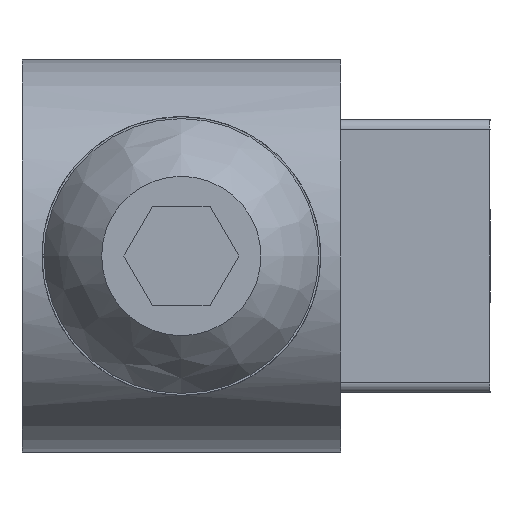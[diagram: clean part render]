
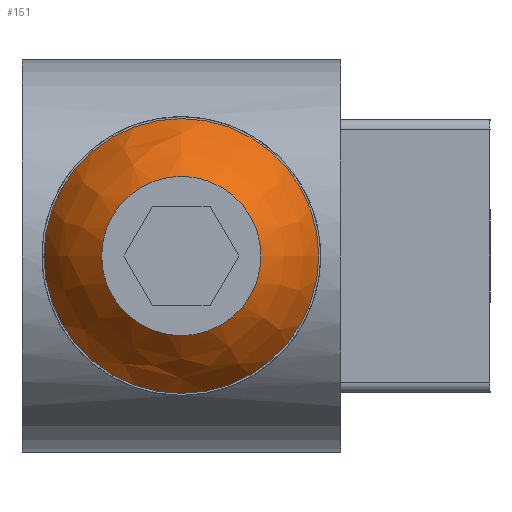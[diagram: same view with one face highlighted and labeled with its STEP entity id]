
A CAD part, left-side view. The second image highlights one B-rep face of the part: STEP entity #151.
In plain terms, the highlighted free-form (B-spline) face has degree [3, 3] with [4, 7] control points.
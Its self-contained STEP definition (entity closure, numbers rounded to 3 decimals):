
#151 = ADVANCED_FACE( '', ( #293, #294 ), #295, .T. );
#293 = FACE_OUTER_BOUND( '', #444, .T. );
#294 = FACE_OUTER_BOUND( '', #445, .T. );
#295 = ( BOUNDED_SURFACE(  )B_SPLINE_SURFACE( 3, 3, ( ( #448, #449, #450, #451, #452, #453, #454 ), ( #455, #456, #457, #458, #459, #460, #461 ), ( #462, #463, #464, #465, #466, #467, #468 ), ( #469, #470, #471, #472, #473, #474, #475 ) ), .UNSPECIFIED., .F., .T., .F. )B_SPLINE_SURFACE_WITH_KNOTS( ( 4, 4 ), ( 4, 3, 4 ), ( 0., 6.283 ), ( -0.893, -0.652, -0.411 ), .UNSPECIFIED. )GEOMETRIC_REPRESENTATION_ITEM(  )RATIONAL_B_SPLINE_SURFACE( ( ( 1., 0.333, 0.333, 1., 0.333, 0.333, 1. ), ( 0.981, 0.327, 0.327, 0.981, 0.327, 0.327, 0.981 ), ( 0.981, 0.327, 0.327, 0.981, 0.327, 0.327, 0.981 ), ( 1., 0.333, 0.333, 1., 0.333, 0.333, 1. ) ) )REPRESENTATION_ITEM( '' )SURFACE(  ) );
#444 = EDGE_LOOP( '', ( #679 ) );
#445 = EDGE_LOOP( '', ( #680 ) );
#448 = CARTESIAN_POINT( '', ( 0., 0.2, -6.9 ) );
#449 = CARTESIAN_POINT( '', ( 13.8, 0.2, -6.9 ) );
#450 = CARTESIAN_POINT( '', ( 13.8, 0.2, 6.9 ) );
#451 = CARTESIAN_POINT( '', ( 0., 0.2, 6.9 ) );
#452 = CARTESIAN_POINT( '', ( -13.8, 0.2, 6.9 ) );
#453 = CARTESIAN_POINT( '', ( -13.8, 0.2, -6.9 ) );
#454 = CARTESIAN_POINT( '', ( 0., 0.2, -6.9 ) );
#455 = CARTESIAN_POINT( '', ( 0., 1.69, -6.252 ) );
#456 = CARTESIAN_POINT( '', ( 12.503, 1.69, -6.252 ) );
#457 = CARTESIAN_POINT( '', ( 12.503, 1.69, 6.252 ) );
#458 = CARTESIAN_POINT( '', ( 0., 1.69, 6.252 ) );
#459 = CARTESIAN_POINT( '', ( -12.503, 1.69, 6.252 ) );
#460 = CARTESIAN_POINT( '', ( -12.503, 1.69, -6.252 ) );
#461 = CARTESIAN_POINT( '', ( 0., 1.69, -6.252 ) );
#462 = CARTESIAN_POINT( '', ( 0., 2.981, -5.266 ) );
#463 = CARTESIAN_POINT( '', ( 10.532, 2.981, -5.266 ) );
#464 = CARTESIAN_POINT( '', ( 10.532, 2.981, 5.266 ) );
#465 = CARTESIAN_POINT( '', ( 0., 2.981, 5.266 ) );
#466 = CARTESIAN_POINT( '', ( -10.532, 2.981, 5.266 ) );
#467 = CARTESIAN_POINT( '', ( -10.532, 2.981, -5.266 ) );
#468 = CARTESIAN_POINT( '', ( 0., 2.981, -5.266 ) );
#469 = CARTESIAN_POINT( '', ( 0., 4., -4. ) );
#470 = CARTESIAN_POINT( '', ( 8., 4., -4. ) );
#471 = CARTESIAN_POINT( '', ( 8., 4., 4. ) );
#472 = CARTESIAN_POINT( '', ( 0., 4., 4. ) );
#473 = CARTESIAN_POINT( '', ( -8., 4., 4. ) );
#474 = CARTESIAN_POINT( '', ( -8., 4., -4. ) );
#475 = CARTESIAN_POINT( '', ( 0., 4., -4. ) );
#679 = ORIENTED_EDGE( '', *, *, #952, .T. );
#680 = ORIENTED_EDGE( '', *, *, #950, .F. );
#950 = EDGE_CURVE( '', #1112, #1112, #1113, .T. );
#952 = EDGE_CURVE( '', #1115, #1115, #1116, .T. );
#1112 = VERTEX_POINT( '', #1533 );
#1113 = CIRCLE( '', #1534, 6.9 );
#1115 = VERTEX_POINT( '', #1536 );
#1116 = CIRCLE( '', #1537, 4. );
#1533 = CARTESIAN_POINT( '', ( 0., 0.2, -6.9 ) );
#1534 = AXIS2_PLACEMENT_3D( '', #1720, #1721, #1722 );
#1536 = CARTESIAN_POINT( '', ( 0., 4., -4. ) );
#1537 = AXIS2_PLACEMENT_3D( '', #1723, #1724, #1725 );
#1720 = CARTESIAN_POINT( '', ( 0., 0.2, 0. ) );
#1721 = DIRECTION( '', ( 0., -1., 0. ) );
#1722 = DIRECTION( '', ( 0., 0., -1. ) );
#1723 = CARTESIAN_POINT( '', ( 0., 4., 0. ) );
#1724 = DIRECTION( '', ( 0., -1., 0. ) );
#1725 = DIRECTION( '', ( 0., 0., -1. ) );
